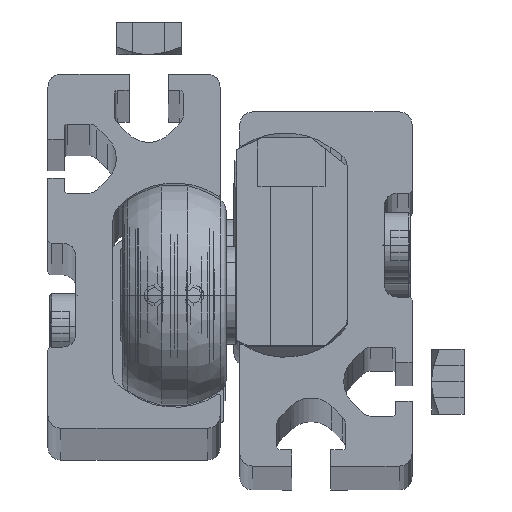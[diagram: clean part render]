
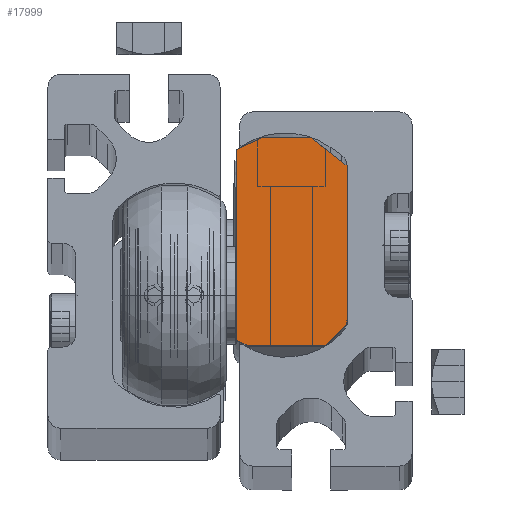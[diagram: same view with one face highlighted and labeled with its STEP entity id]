
A CAD part, top view. The second image highlights one B-rep face of the part: STEP entity #17999.
In plain terms, the highlighted face is planar.
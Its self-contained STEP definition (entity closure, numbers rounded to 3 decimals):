
#244 = LINE ( 'NONE', #10118, #11854 ) ;
#466 = CARTESIAN_POINT ( 'NONE',  ( -19., -15.5, 5.2 ) ) ;
#916 = CARTESIAN_POINT ( 'NONE',  ( -19., 14.681, -8.5 ) ) ;
#932 = LINE ( 'NONE', #13482, #3169 ) ;
#1164 = VERTEX_POINT ( 'NONE', #14377 ) ;
#1252 = ORIENTED_EDGE ( 'NONE', *, *, #11046, .F. ) ;
#1437 = DIRECTION ( 'NONE',  ( -1., 0., 0. ) ) ;
#1912 = CARTESIAN_POINT ( 'NONE',  ( -19., 12.203, 8.5 ) ) ;
#2060 = EDGE_CURVE ( 'NONE', #6156, #11066, #2743, .T. ) ;
#2743 = LINE ( 'NONE', #16653, #17826 ) ;
#2879 = VECTOR ( 'NONE', #19555, 1000. ) ;
#3150 = CARTESIAN_POINT ( 'NONE',  ( -19., -12.2, 8.5 ) ) ;
#3169 = VECTOR ( 'NONE', #9124, 1000. ) ;
#3275 = LINE ( 'NONE', #466, #18564 ) ;
#3423 = CARTESIAN_POINT ( 'NONE',  ( -19., 16.5, 3. ) ) ;
#3735 = EDGE_LOOP ( 'NONE', ( #9063, #1252, #11938, #16607, #14010, #13748, #16554, #8028 ) ) ;
#4231 = EDGE_CURVE ( 'NONE', #8185, #1164, #8799, .T. ) ;
#4631 = CARTESIAN_POINT ( 'NONE',  ( -19., 1.5, 22.2 ) ) ;
#4918 = DIRECTION ( 'NONE',  ( 0., 0., -1. ) ) ;
#6156 = VERTEX_POINT ( 'NONE', #3150 ) ;
#6235 = EDGE_CURVE ( 'NONE', #1164, #12361, #244, .T. ) ;
#6247 = EDGE_CURVE ( 'NONE', #11066, #9072, #18080, .T. ) ;
#7248 = VECTOR ( 'NONE', #10380, 1000. ) ;
#7754 = DIRECTION ( 'NONE',  ( 0., 0., 1. ) ) ;
#8028 = ORIENTED_EDGE ( 'NONE', *, *, #2060, .T. ) ;
#8185 = VERTEX_POINT ( 'NONE', #10687 ) ;
#8348 = CARTESIAN_POINT ( 'NONE',  ( -19., 16.5, -4.6 ) ) ;
#8799 = LINE ( 'NONE', #916, #12247 ) ;
#8981 = DIRECTION ( 'NONE',  ( 0., 1., 0. ) ) ;
#9063 = ORIENTED_EDGE ( 'NONE', *, *, #6247, .T. ) ;
#9072 = VERTEX_POINT ( 'NONE', #3423 ) ;
#9124 = DIRECTION ( 'NONE',  ( 0., -0.707, -0.707 ) ) ;
#9218 = PLANE ( 'NONE',  #12509 ) ;
#9297 = EDGE_CURVE ( 'NONE', #12042, #12361, #3275, .T. ) ;
#9970 = DIRECTION ( 'NONE',  ( 0., -1., 0. ) ) ;
#10118 = CARTESIAN_POINT ( 'NONE',  ( -19., -14.661, -8.5 ) ) ;
#10380 = DIRECTION ( 'NONE',  ( 0., -0.423, -0.906 ) ) ;
#10682 = VERTEX_POINT ( 'NONE', #14476 ) ;
#10687 = CARTESIAN_POINT ( 'NONE',  ( -19., 14.681, -8.5 ) ) ;
#11046 = EDGE_CURVE ( 'NONE', #10682, #9072, #14557, .T. ) ;
#11066 = VERTEX_POINT ( 'NONE', #11373 ) ;
#11373 = CARTESIAN_POINT ( 'NONE',  ( -19., 12.203, 8.5 ) ) ;
#11854 = VECTOR ( 'NONE', #16124, 1000. ) ;
#11938 = ORIENTED_EDGE ( 'NONE', *, *, #19280, .T. ) ;
#12042 = VERTEX_POINT ( 'NONE', #14768 ) ;
#12247 = VECTOR ( 'NONE', #9970, 1000. ) ;
#12361 = VERTEX_POINT ( 'NONE', #18805 ) ;
#12509 = AXIS2_PLACEMENT_3D ( 'NONE', #4631, #1437, #7754 ) ;
#13177 = LINE ( 'NONE', #19400, #7248 ) ;
#13482 = CARTESIAN_POINT ( 'NONE',  ( -19., -12.2, 8.5 ) ) ;
#13748 = ORIENTED_EDGE ( 'NONE', *, *, #9297, .F. ) ;
#14010 = ORIENTED_EDGE ( 'NONE', *, *, #6235, .T. ) ;
#14377 = CARTESIAN_POINT ( 'NONE',  ( -19., -14.661, -8.5 ) ) ;
#14476 = CARTESIAN_POINT ( 'NONE',  ( -19., 16.5, -4.6 ) ) ;
#14557 = LINE ( 'NONE', #8348, #20276 ) ;
#14768 = CARTESIAN_POINT ( 'NONE',  ( -19., -15.5, 5.2 ) ) ;
#15170 = EDGE_CURVE ( 'NONE', #6156, #12042, #932, .T. ) ;
#15930 = DIRECTION ( 'NONE',  ( 0., 0., 1. ) ) ;
#16124 = DIRECTION ( 'NONE',  ( 0., -0.423, 0.906 ) ) ;
#16554 = ORIENTED_EDGE ( 'NONE', *, *, #15170, .F. ) ;
#16607 = ORIENTED_EDGE ( 'NONE', *, *, #4231, .T. ) ;
#16653 = CARTESIAN_POINT ( 'NONE',  ( -19., -12.2, 8.5 ) ) ;
#17396 = FACE_OUTER_BOUND ( 'NONE', #3735, .T. ) ;
#17826 = VECTOR ( 'NONE', #8981, 1000. ) ;
#17999 = ADVANCED_FACE ( 'NONE', ( #17396 ), #9218, .T. ) ;
#18080 = LINE ( 'NONE', #1912, #2879 ) ;
#18564 = VECTOR ( 'NONE', #4918, 1000. ) ;
#18805 = CARTESIAN_POINT ( 'NONE',  ( -19., -15.5, -6.7 ) ) ;
#19280 = EDGE_CURVE ( 'NONE', #10682, #8185, #13177, .T. ) ;
#19400 = CARTESIAN_POINT ( 'NONE',  ( -19., 16.5, -4.6 ) ) ;
#19555 = DIRECTION ( 'NONE',  ( 0., 0.616, -0.788 ) ) ;
#20276 = VECTOR ( 'NONE', #15930, 1000. ) ;
